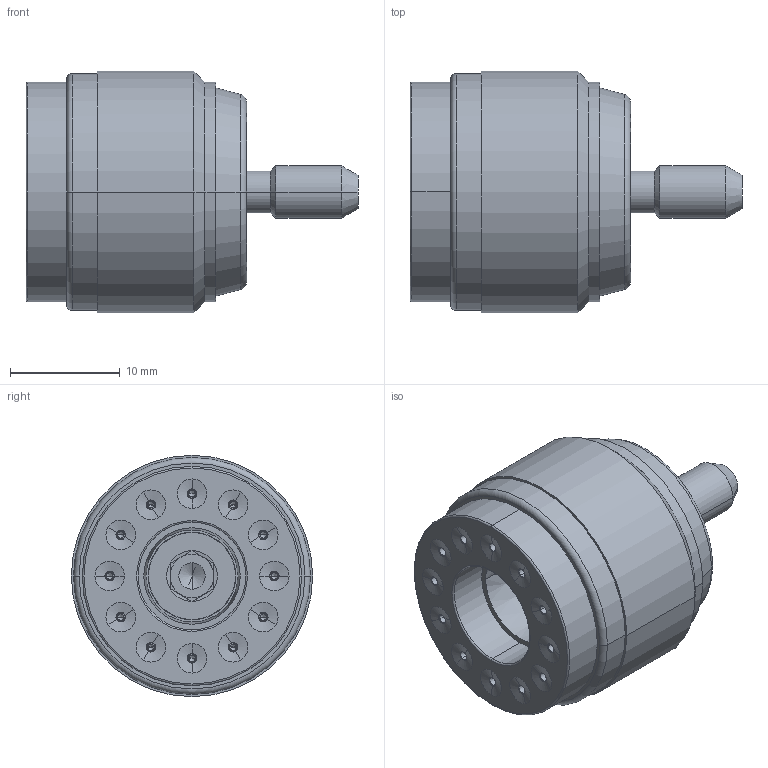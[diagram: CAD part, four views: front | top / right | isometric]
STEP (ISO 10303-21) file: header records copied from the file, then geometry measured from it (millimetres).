
FILE_DESCRIPTION((''),'2;1');
FILE_NAME('00117425000','2020-09-11T',('presta_be4'),(''),'CREO PARAMETRIC BY PTC INC, 2018360','CREO PARAMETRIC BY PTC INC, 2018360','');
FILE_SCHEMA(('CONFIG_CONTROL_DESIGN'));
Length unit declared in the file: millimetre
Products named in the file (1): 00117425000
Bounding box: 30.27 x 22 x 22 mm (x, y, z)
Volume: 5413.2 mm3; surface area: 7528.3 mm2
Topology: 2 solids, 2 shells, 2587 faces, 6452 edges, 3936 vertices
Faces by surface type: plane 1117, cylinder 782, cone 450, torus 238
Entity records: 79226 total; most frequent: CARTESIAN_POINT 16371, DIRECTION 14052, ORIENTED_EDGE 12800, EDGE_CURVE 6400, AXIS2_PLACEMENT_3D 5567, VERTEX_POINT 3936, CIRCLE 2980, VECTOR 2918
